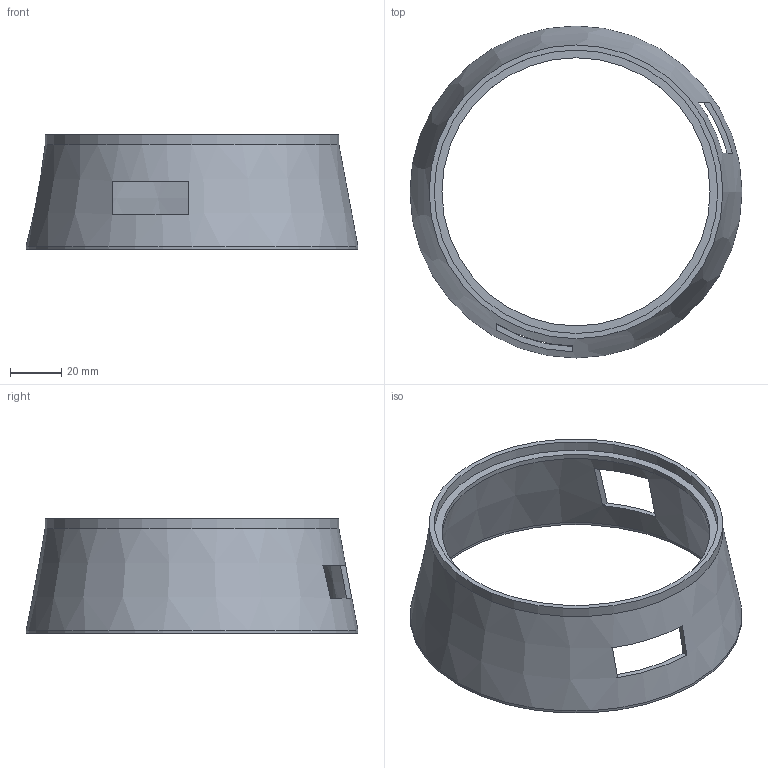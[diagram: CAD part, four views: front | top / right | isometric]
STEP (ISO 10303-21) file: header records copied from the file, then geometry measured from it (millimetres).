
FILE_DESCRIPTION(/* description */ ('','CAx-IF Rec.Pracs.---Representation and Presentation of Product Manufacturing Information (PMI)---4.0---2014-10-13'),/* implementation_level */ '2;1');
FILE_NAME(/* name */ 'BASE SUPPORT v8.step',/* time_stamp */ '2025-03-02T20:08:11+13:00',/* author */ (''),/* organization */ (''),/* preprocessor_version */ 'ST-DEVELOPER v20',/* originating_system */ 'Autodesk Translation Framework v13.20.0.188',/* authorisation */ '');
FILE_SCHEMA (('AP242_MANAGED_MODEL_BASED_3D_ENGINEERING_MIM_LF { 1 0 10303 442 1 1 4 }'));
Length unit declared in the file: millimetre
Products named in the file (2): BASE SUPPORT; base2
Assembly tree (1 placements, depth 2):
  BASE SUPPORT
    base2
Bounding box: 130 x 130 x 45 mm (x, y, z)
Volume: 34863.9 mm3; surface area: 36706.9 mm2
Topology: 1 solids, 1 shells, 19 faces, 43 edges, 28 vertices
Faces by surface type: plane 12, cylinder 5, cone 2
Full cylindrical faces by diameter (mm): 105 x1, 111 x1, 115 x1, 125.93 x1, 130 x1
Entity records: 599 total; most frequent: CARTESIAN_POINT 107, DIRECTION 100, ORIENTED_EDGE 86, EDGE_CURVE 43, AXIS2_PLACEMENT_3D 42, VERTEX_POINT 28, EDGE_LOOP 27, CIRCLE 20
